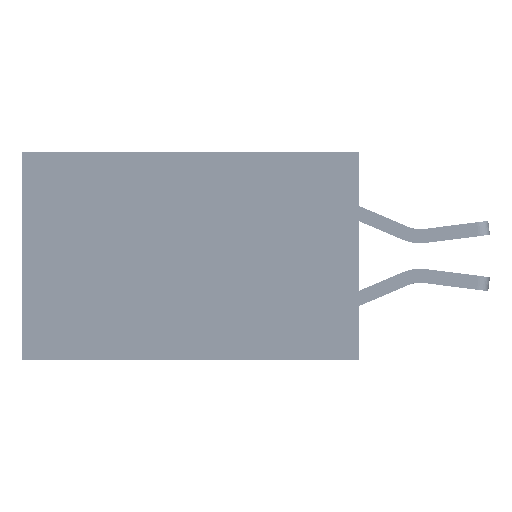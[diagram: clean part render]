
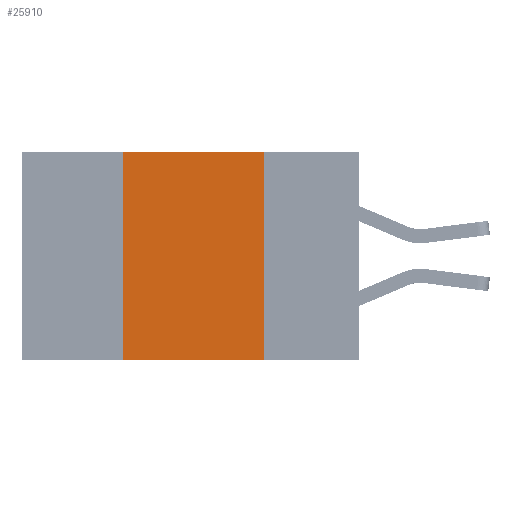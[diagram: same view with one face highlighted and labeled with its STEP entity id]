
A CAD part, left-side view. The second image highlights one B-rep face of the part: STEP entity #25910.
In plain terms, the highlighted planar face has unit normal (-1, 0, 0).
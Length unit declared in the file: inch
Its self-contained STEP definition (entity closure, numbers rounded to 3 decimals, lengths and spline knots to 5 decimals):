
#1748 = PLANE ( 'NONE',  #3330 ) ;
#2347 = CARTESIAN_POINT ( 'NONE',  ( 0., 0.6, 0. ) ) ;
#2637 = EDGE_CURVE ( 'NONE', #30529, #32898, #13783, .T. ) ;
#3330 = AXIS2_PLACEMENT_3D ( 'NONE', #2347, #26088, #38532 ) ;
#4288 = VERTEX_POINT ( 'NONE', #29358 ) ;
#4865 = CARTESIAN_POINT ( 'NONE',  ( 0., 0.6, -0.37 ) ) ;
#7185 = CARTESIAN_POINT ( 'NONE',  ( 0., 0.17, 0. ) ) ;
#7380 = LINE ( 'NONE', #7185, #15295 ) ;
#13783 = LINE ( 'NONE', #4865, #31162 ) ;
#14179 = DIRECTION ( 'NONE',  ( 0., -1., 0. ) ) ;
#14986 = ORIENTED_EDGE ( 'NONE', *, *, #36045, .F. ) ;
#15295 = VECTOR ( 'NONE', #27772, 39.37008 ) ;
#15737 = CARTESIAN_POINT ( 'NONE',  ( 0., 0.17, -0.37 ) ) ;
#15758 = CARTESIAN_POINT ( 'NONE',  ( 0., 0.42, 0. ) ) ;
#16944 = CARTESIAN_POINT ( 'NONE',  ( 0., 0.42, -0.37 ) ) ;
#17681 = VERTEX_POINT ( 'NONE', #18738 ) ;
#18738 = CARTESIAN_POINT ( 'NONE',  ( 0., 0.17, 0. ) ) ;
#19158 = EDGE_CURVE ( 'NONE', #30529, #4288, #33739, .T. ) ;
#20510 = LINE ( 'NONE', #30356, #38184 ) ;
#20825 = ORIENTED_EDGE ( 'NONE', *, *, #38558, .F. ) ;
#21313 = DIRECTION ( 'NONE',  ( 0., 0., 1. ) ) ;
#21998 = VECTOR ( 'NONE', #21313, 39.37008 ) ;
#22726 = FACE_OUTER_BOUND ( 'NONE', #38311, .T. ) ;
#25910 = ADVANCED_FACE ( 'NONE', ( #22726 ), #1748, .F. ) ;
#26088 = DIRECTION ( 'NONE',  ( 1., 0., 0. ) ) ;
#26609 = ORIENTED_EDGE ( 'NONE', *, *, #2637, .T. ) ;
#27772 = DIRECTION ( 'NONE',  ( 0., 0., -1. ) ) ;
#27785 = DIRECTION ( 'NONE',  ( 0., -1., 0. ) ) ;
#29358 = CARTESIAN_POINT ( 'NONE',  ( 0., 0.42, 0. ) ) ;
#30356 = CARTESIAN_POINT ( 'NONE',  ( 0., 0.6, 0. ) ) ;
#30529 = VERTEX_POINT ( 'NONE', #16944 ) ;
#30846 = ORIENTED_EDGE ( 'NONE', *, *, #19158, .F. ) ;
#31162 = VECTOR ( 'NONE', #14179, 39.37008 ) ;
#32898 = VERTEX_POINT ( 'NONE', #15737 ) ;
#33739 = LINE ( 'NONE', #15758, #21998 ) ;
#36045 = EDGE_CURVE ( 'NONE', #17681, #32898, #7380, .T. ) ;
#38184 = VECTOR ( 'NONE', #27785, 39.37008 ) ;
#38311 = EDGE_LOOP ( 'NONE', ( #14986, #20825, #30846, #26609 ) ) ;
#38532 = DIRECTION ( 'NONE',  ( 0., 0., -1. ) ) ;
#38558 = EDGE_CURVE ( 'NONE', #4288, #17681, #20510, .T. ) ;
